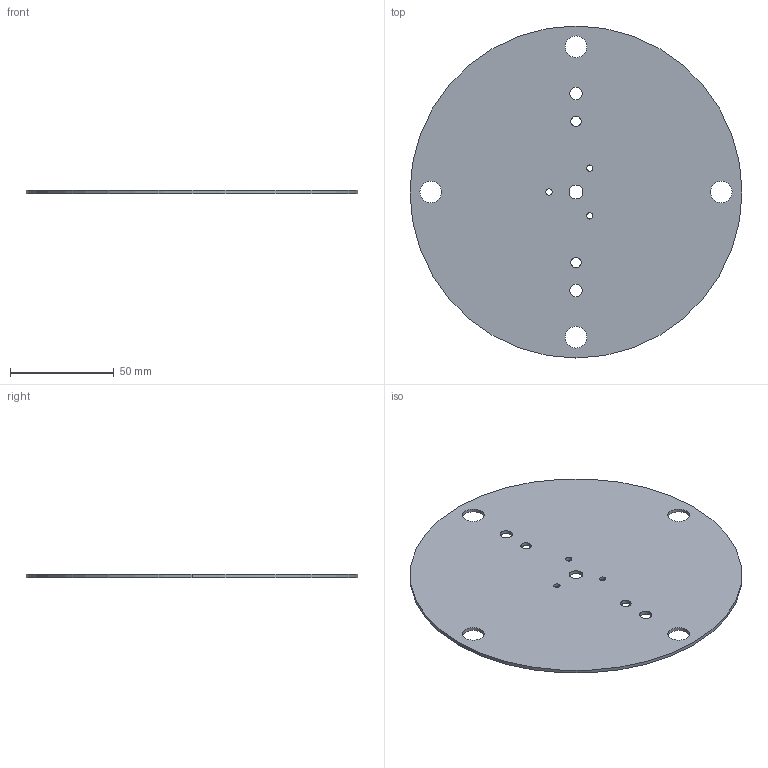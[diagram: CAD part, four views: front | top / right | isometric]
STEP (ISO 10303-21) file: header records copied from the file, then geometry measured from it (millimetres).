
FILE_DESCRIPTION (( 'STEP AP214' ), '1' );
FILE_NAME ('AS-ACC-GNDPLATE-01-R00.STEP', '2025-10-13T13:36:35', ( '' ), ( '' ), 'SwSTEP 2.0', 'SolidWorks 2020', '' );
FILE_SCHEMA (( 'AUTOMOTIVE_DESIGN' ));
Length unit declared in the file: millimetre
Products named in the file (1): AS-ACC-GNDPLATE-01-R00
Bounding box: 160 x 160 x 1.6 mm (x, y, z)
Volume: 31384.2 mm3; surface area: 40432.5 mm2
Topology: 1 solids, 1 shells, 28 faces, 78 edges, 52 vertices
Faces by surface type: cylinder 26, plane 2
Entity records: 1016 total; most frequent: DIRECTION 188, CARTESIAN_POINT 159, ORIENTED_EDGE 156, AXIS2_PLACEMENT_3D 81, EDGE_CURVE 78, EDGE_LOOP 52, VERTEX_POINT 52, CIRCLE 52
